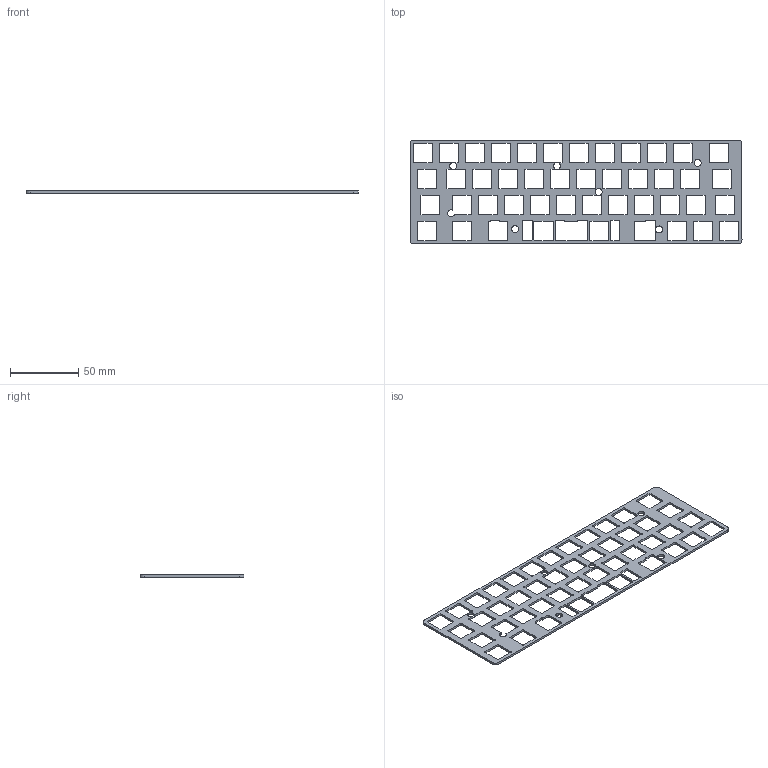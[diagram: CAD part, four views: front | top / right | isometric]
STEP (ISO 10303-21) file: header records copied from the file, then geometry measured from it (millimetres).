
FILE_DESCRIPTION(('KiCad electronic assembly'),'2;1');
FILE_NAME('minivan.step','2022-01-04T20:01:31',('An Author'),( 'A Company'),'Open CASCADE STEP processor 6.9', 'KiCad to STEP converter','Unknown');
FILE_SCHEMA(('AUTOMOTIVE_DESIGN { 1 0 10303 214 1 1 1 1 }'));
Length unit declared in the file: millimetre
Products named in the file (2): Open CASCADE STEP translator 6.9 1; COMPOUND
Assembly tree (1 placements, depth 2):
  Open CASCADE STEP translator 6.9 1
    COMPOUND
Bounding box: 243.39 x 76.2 x 1.6 mm (x, y, z)
Volume: 14404.6 mm3; surface area: 23418.6 mm2
Topology: 1 solids, 1 shells, 422 faces, 1260 edges, 840 vertices
Faces by surface type: plane 213, cylinder 209
Full cylindrical faces by diameter (mm): 5.1 x3
Entity records: 30925 total; most frequent: DIRECTION 5046, CARTESIAN_POINT 5044, LINE 2944, VECTOR 2944, ORIENTED_EDGE 2520, PCURVE 2520, DEFINITIONAL_REPRESENTATION 2520, EDGE_CURVE 1260
